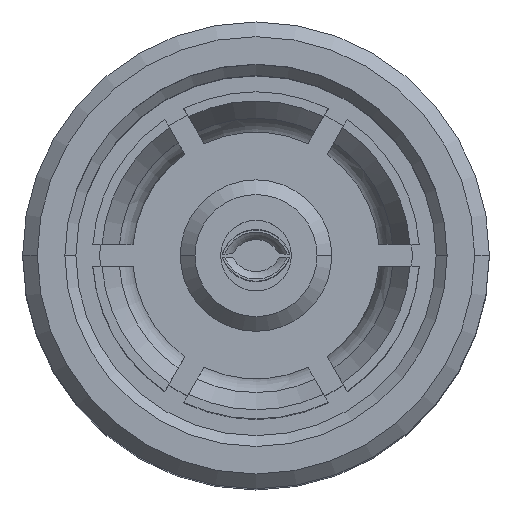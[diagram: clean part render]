
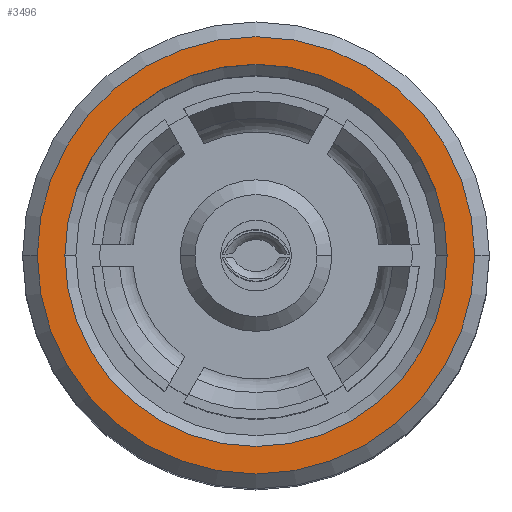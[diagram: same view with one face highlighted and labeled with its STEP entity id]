
A CAD part, top view. The second image highlights one B-rep face of the part: STEP entity #3496.
In plain terms, the highlighted planar face has unit normal (0, 0, 1).
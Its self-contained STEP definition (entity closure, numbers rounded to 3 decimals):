
#34 = AXIS2_PLACEMENT_3D ( 'NONE', #3155, #720, #3539 ) ;
#46 = EDGE_CURVE ( 'NONE', #1244, #138, #2898, .T. ) ;
#138 = VERTEX_POINT ( 'NONE', #288 ) ;
#282 = ORIENTED_EDGE ( 'NONE', *, *, #2317, .T. ) ;
#288 = CARTESIAN_POINT ( 'NONE',  ( 2.6, 0., 0. ) ) ;
#720 = DIRECTION ( 'NONE',  ( 0., 0., 1. ) ) ;
#790 = CARTESIAN_POINT ( 'NONE',  ( 0., 0., 0. ) ) ;
#884 = VERTEX_POINT ( 'NONE', #3489 ) ;
#1056 = DIRECTION ( 'NONE',  ( 0., 0., 1. ) ) ;
#1163 = PLANE ( 'NONE',  #3444 ) ;
#1184 = DIRECTION ( 'NONE',  ( -1., 0., 0. ) ) ;
#1214 = DIRECTION ( 'NONE',  ( 0., 0., 1. ) ) ;
#1244 = VERTEX_POINT ( 'NONE', #2781 ) ;
#1444 = ORIENTED_EDGE ( 'NONE', *, *, #3297, .F. ) ;
#1557 = FACE_BOUND ( 'NONE', #2562, .T. ) ;
#1691 = CIRCLE ( 'NONE', #5115, 2.975 ) ;
#1769 = CIRCLE ( 'NONE', #2489, 2.6 ) ;
#1818 = CIRCLE ( 'NONE', #34, 2.975 ) ;
#1925 = DIRECTION ( 'NONE',  ( 0., 0., 1. ) ) ;
#2271 = VERTEX_POINT ( 'NONE', #2385 ) ;
#2317 = EDGE_CURVE ( 'NONE', #2271, #884, #1691, .T. ) ;
#2385 = CARTESIAN_POINT ( 'NONE',  ( 2.975, 0., 0. ) ) ;
#2489 = AXIS2_PLACEMENT_3D ( 'NONE', #3476, #1056, #3890 ) ;
#2562 = EDGE_LOOP ( 'NONE', ( #1444, #4804 ) ) ;
#2659 = FACE_OUTER_BOUND ( 'NONE', #2816, .T. ) ;
#2697 = ORIENTED_EDGE ( 'NONE', *, *, #5031, .T. ) ;
#2781 = CARTESIAN_POINT ( 'NONE',  ( -2.6, 0., 0. ) ) ;
#2816 = EDGE_LOOP ( 'NONE', ( #2697, #282 ) ) ;
#2898 = CIRCLE ( 'NONE', #3200, 2.6 ) ;
#3155 = CARTESIAN_POINT ( 'NONE',  ( 0., 0., 0. ) ) ;
#3200 = AXIS2_PLACEMENT_3D ( 'NONE', #4754, #1925, #4339 ) ;
#3297 = EDGE_CURVE ( 'NONE', #138, #1244, #1769, .T. ) ;
#3444 = AXIS2_PLACEMENT_3D ( 'NONE', #790, #3597, #1184 ) ;
#3476 = CARTESIAN_POINT ( 'NONE',  ( 0., 0., 0. ) ) ;
#3489 = CARTESIAN_POINT ( 'NONE',  ( -2.975, 0., 0. ) ) ;
#3496 = ADVANCED_FACE ( 'NONE', ( #2659, #1557 ), #1163, .F. ) ;
#3539 = DIRECTION ( 'NONE',  ( 1., 0., 0. ) ) ;
#3597 = DIRECTION ( 'NONE',  ( 0., 0., -1. ) ) ;
#3626 = CARTESIAN_POINT ( 'NONE',  ( 0., 0., 0. ) ) ;
#3890 = DIRECTION ( 'NONE',  ( 1., 0., 0. ) ) ;
#4042 = DIRECTION ( 'NONE',  ( 1., 0., 0. ) ) ;
#4339 = DIRECTION ( 'NONE',  ( 1., 0., 0. ) ) ;
#4754 = CARTESIAN_POINT ( 'NONE',  ( 0., 0., 0. ) ) ;
#4804 = ORIENTED_EDGE ( 'NONE', *, *, #46, .F. ) ;
#5031 = EDGE_CURVE ( 'NONE', #884, #2271, #1818, .T. ) ;
#5115 = AXIS2_PLACEMENT_3D ( 'NONE', #3626, #1214, #4042 ) ;
